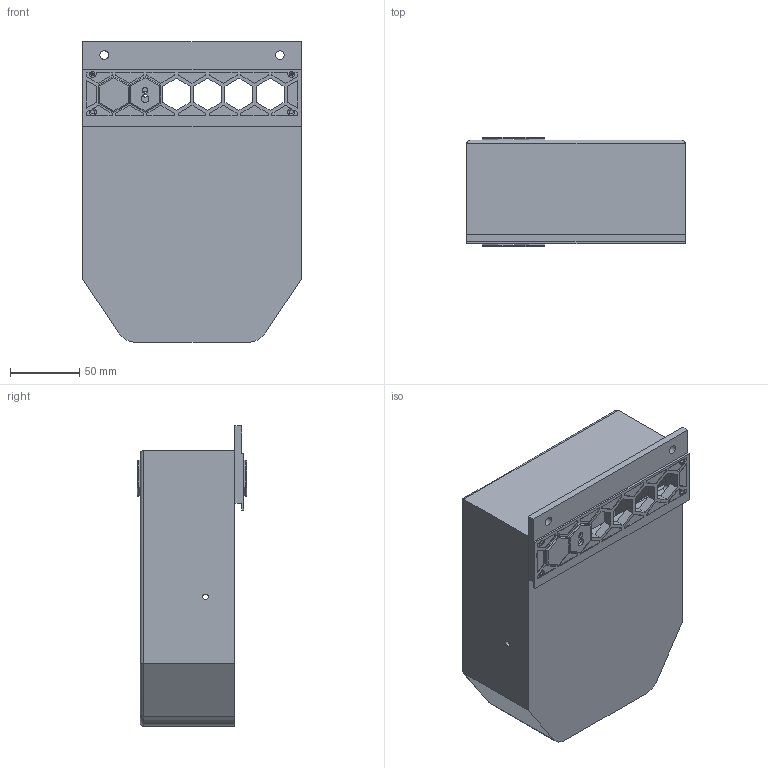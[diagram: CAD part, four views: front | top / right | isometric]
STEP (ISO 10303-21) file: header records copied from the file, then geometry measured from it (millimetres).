
FILE_DESCRIPTION(/* description */ (''),/* implementation_level */ '2;1');
FILE_NAME(/* name */ 'CanBox.step',/* time_stamp */ '2024-08-11T23:11:20+02:00',/* author */ (''),/* organization */ (''),/* preprocessor_version */ 'ST-DEVELOPER v20',/* originating_system */ 'Autodesk Translation Framework v13.14.0.145',/* authorisation */ '');
FILE_SCHEMA (('AUTOMOTIVE_DESIGN { 1 0 10303 214 3 1 1 }'));
Length unit declared in the file: millimetre
Products named in the file (10): CanBox; GridFilters; Front Slots Inserts; BackInsertFull; InsertB4C5.5; BodyFWAGO; Lid; Back Slots Inserts; BackInsertB4; BackInsertFull (1)
Assembly tree (9 placements, depth 3):
  CanBox
    GridFilters
    Front Slots Inserts
      BackInsertFull
      InsertB4C5.5
    BodyFWAGO
    Lid
    Back Slots Inserts
      BackInsertB4
      BackInsertFull (1)
Bounding box: 157 x 78.7 x 216.2 mm (x, y, z)
Volume: 392728.5 mm3; surface area: 234334.6 mm2
Topology: 7 solids, 7 shells, 1333 faces, 3400 edges, 2190 vertices
Faces by surface type: plane 991, cylinder 192, bspline 96, torus 28, sphere 18, cone 8
Full cylindrical faces by diameter (mm): 3 x10, 4 x3, 4.1 x1, 4.7 x10, 5.6 x1, 6.3 x2, 10 x1
Entity records: 43596 total; most frequent: CARTESIAN_POINT 11348, ORIENTED_EDGE 6780, DIRECTION 6123, EDGE_CURVE 3390, LINE 2755, VECTOR 2755, VERTEX_POINT 2190, AXIS2_PLACEMENT_3D 1684
